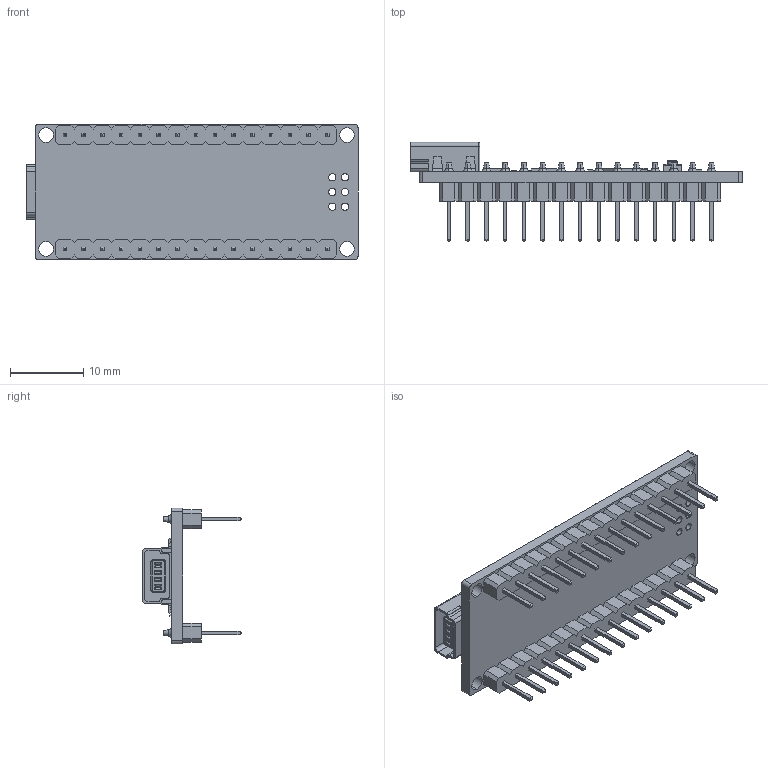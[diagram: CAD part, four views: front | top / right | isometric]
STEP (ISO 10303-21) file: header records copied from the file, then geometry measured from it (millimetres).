
FILE_DESCRIPTION (( 'STEP AP203' ), '1' );
FILE_NAME ('arduino nano.STEP', '2020-04-15T13:12:40', ( '' ), ( '' ), 'SwSTEP 2.0', 'SolidWorks 2018', '' );
FILE_SCHEMA (( 'CONFIG_CONTROL_DESIGN' ));
Length unit declared in the file: millimetre
Products named in the file (1): arduino nano
Bounding box: 45.25 x 13.5 x 18.5 mm (x, y, z)
Volume: 1927.8 mm3; surface area: 3171.5 mm2
Topology: 1 solids, 1 shells, 1242 faces, 3201 edges, 2054 vertices
Faces by surface type: plane 949, cylinder 141, torus 92, cone 60
Entity records: 37290 total; most frequent: CARTESIAN_POINT 6630, ORIENTED_EDGE 6402, DIRECTION 6159, EDGE_CURVE 3201, LINE 2641, VECTOR 2641, VERTEX_POINT 2054, AXIS2_PLACEMENT_3D 1759
